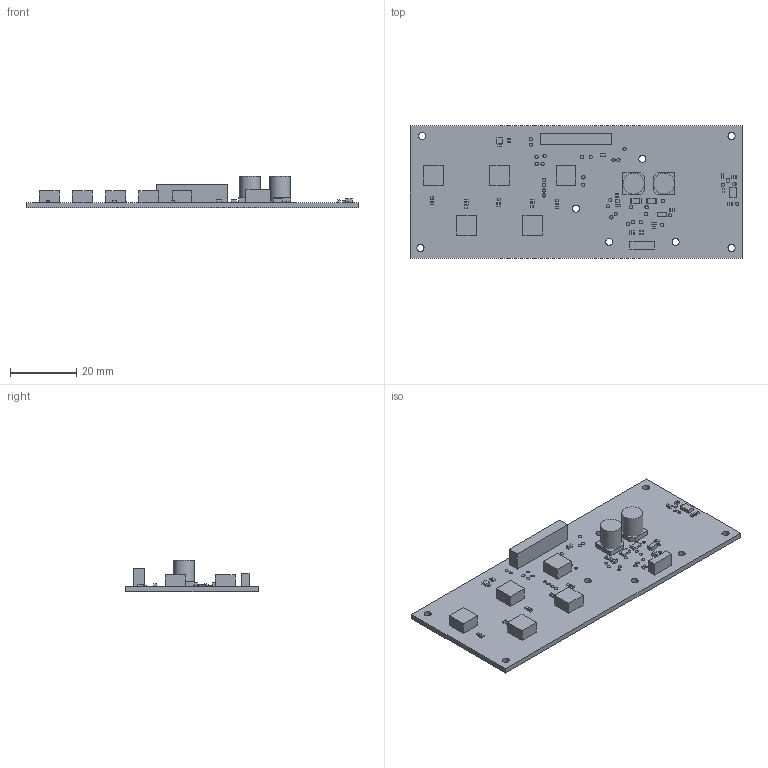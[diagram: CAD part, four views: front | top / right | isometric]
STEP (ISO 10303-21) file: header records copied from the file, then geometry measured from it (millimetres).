
FILE_DESCRIPTION(('Open CASCADE Model'),'2;1');
FILE_NAME('Open CASCADE Shape Model','2016-08-10T13:17:48',('Author'),( 'Open CASCADE'),'Open CASCADE STEP processor 6.8','Open CASCADE 6.8' ,'Unknown');
FILE_SCHEMA(('AUTOMOTIVE_DESIGN { 1 0 10303 214 1 1 1 1 }'));
Length unit declared in the file: millimetre
Products named in the file (139): PCB; Board; C4; 778648536; Extruded; S5; 778652344; S4; S3; S2; S1; J1; 778650440; U2; 778651800; TP33; 988018736; Cylinder; TP32; TP31; 988019504; TP30; TP29; 988018608; TP28; TP27; TP26; TP25; TP24; TP23; TP22; TP21; TP20; TP19; TP18; 988018480; TP17; TP16; TP15; TP14 ...
Assembly tree (203 placements, depth 4):
  PCB
    Board
    C4
      778648536
        Extruded
    S5
      778652344
        Extruded
    S4
      778652344
        Extruded
    S3
      778652344
        Extruded
    S2
      778652344
        Extruded
    S1
      778652344
        Extruded
    J1
      778650440
        Extruded
    U2
      778651800
        Extruded
    TP33
      988018736
        Cylinder
    TP32
      988018736
        Cylinder
    TP31
      988019504
        Cylinder
    TP30
      988019504
        Cylinder
    TP29
      988018608
        Cylinder
    TP28
      988018608
        Cylinder
    TP27
      988018608
        Cylinder
    TP26
      988018608
        Cylinder
    TP25
      988018608
        Cylinder
    TP24
      988018608
        Cylinder
    TP23
      988018608
        Cylinder
    TP22
Bounding box: 100 x 40 x 9.57 mm (x, y, z)
Volume: 8033.7 mm3; surface area: 10738.4 mm2
Topology: 92 solids, 92 shells, 459 faces, 825 edges, 550 vertices
Faces by surface type: plane 416, cylinder 43
Full cylindrical faces by diameter (mm): 1 x33, 2.15 x8, 6.3 x2
Entity records: 11485 total; most frequent: CARTESIAN_POINT 1842, DIRECTION 1642, LINE 850, VECTOR 850, ORIENTED_EDGE 612, PCURVE 612, DEFINITIONAL_REPRESENTATION 612, AXIS2_PLACEMENT_3D 388
